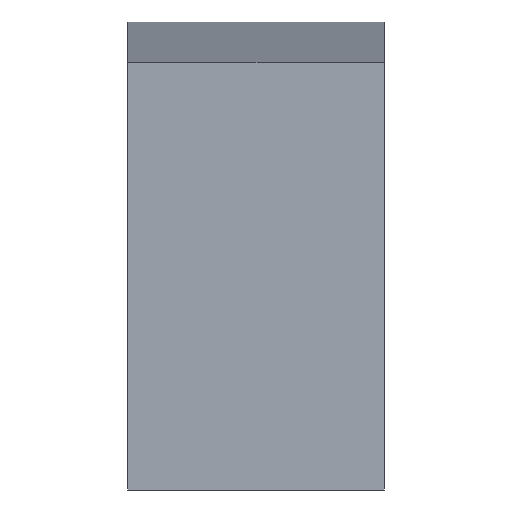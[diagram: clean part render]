
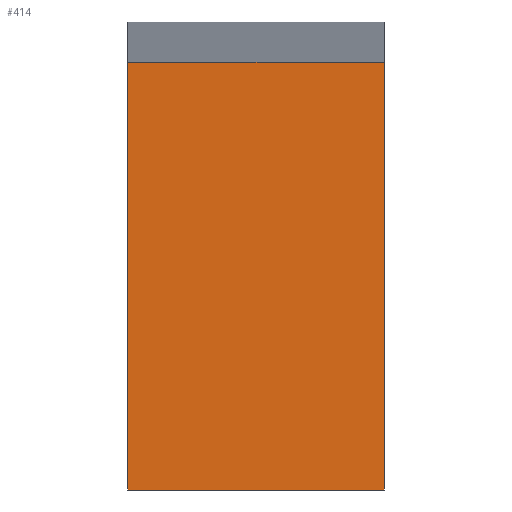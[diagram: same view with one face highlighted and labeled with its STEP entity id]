
A CAD part, left-side view. The second image highlights one B-rep face of the part: STEP entity #414.
In plain terms, the highlighted planar face has unit normal (-1, 0, 0).
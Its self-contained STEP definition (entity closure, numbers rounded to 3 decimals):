
#10 = VERTEX_POINT ( 'NONE', #236 ) ;
#12 = CARTESIAN_POINT ( 'NONE',  ( 0., 6., 0. ) ) ;
#42 = VECTOR ( 'NONE', #767, 1000. ) ;
#80 = EDGE_LOOP ( 'NONE', ( #793, #560, #746, #777 ) ) ;
#85 = CARTESIAN_POINT ( 'NONE',  ( 0., 0., -10.02 ) ) ;
#101 = LINE ( 'NONE', #839, #631 ) ;
#135 = VERTEX_POINT ( 'NONE', #891 ) ;
#145 = LINE ( 'NONE', #808, #930 ) ;
#165 = EDGE_CURVE ( 'NONE', #10, #496, #145, .T. ) ;
#236 = CARTESIAN_POINT ( 'NONE',  ( 0., 6., -10.02 ) ) ;
#257 = LINE ( 'NONE', #765, #42 ) ;
#285 = DIRECTION ( 'NONE',  ( 0., 0., -1. ) ) ;
#290 = DIRECTION ( 'NONE',  ( 0., -1., 0. ) ) ;
#292 = DIRECTION ( 'NONE',  ( 1., 0., 0. ) ) ;
#294 = PLANE ( 'NONE',  #810 ) ;
#310 = CARTESIAN_POINT ( 'NONE',  ( 0., 6., 0. ) ) ;
#414 = ADVANCED_FACE ( 'NONE', ( #640 ), #294, .F. ) ;
#454 = VECTOR ( 'NONE', #877, 1000. ) ;
#485 = LINE ( 'NONE', #946, #454 ) ;
#496 = VERTEX_POINT ( 'NONE', #85 ) ;
#560 = ORIENTED_EDGE ( 'NONE', *, *, #628, .F. ) ;
#564 = VERTEX_POINT ( 'NONE', #12 ) ;
#628 = EDGE_CURVE ( 'NONE', #564, #135, #101, .T. ) ;
#631 = VECTOR ( 'NONE', #290, 1000. ) ;
#640 = FACE_OUTER_BOUND ( 'NONE', #80, .T. ) ;
#746 = ORIENTED_EDGE ( 'NONE', *, *, #942, .F. ) ;
#765 = CARTESIAN_POINT ( 'NONE',  ( 0., 6., 0. ) ) ;
#767 = DIRECTION ( 'NONE',  ( 0., 0., 1. ) ) ;
#777 = ORIENTED_EDGE ( 'NONE', *, *, #165, .T. ) ;
#793 = ORIENTED_EDGE ( 'NONE', *, *, #813, .T. ) ;
#796 = DIRECTION ( 'NONE',  ( 0., -1., 0. ) ) ;
#808 = CARTESIAN_POINT ( 'NONE',  ( 0., 6., -10.02 ) ) ;
#810 = AXIS2_PLACEMENT_3D ( 'NONE', #310, #292, #285 ) ;
#813 = EDGE_CURVE ( 'NONE', #496, #135, #485, .T. ) ;
#839 = CARTESIAN_POINT ( 'NONE',  ( 0., 6., 0. ) ) ;
#877 = DIRECTION ( 'NONE',  ( 0., 0., 1. ) ) ;
#891 = CARTESIAN_POINT ( 'NONE',  ( 0., 0., 0. ) ) ;
#930 = VECTOR ( 'NONE', #796, 1000. ) ;
#942 = EDGE_CURVE ( 'NONE', #10, #564, #257, .T. ) ;
#946 = CARTESIAN_POINT ( 'NONE',  ( 0., 0., 0. ) ) ;
